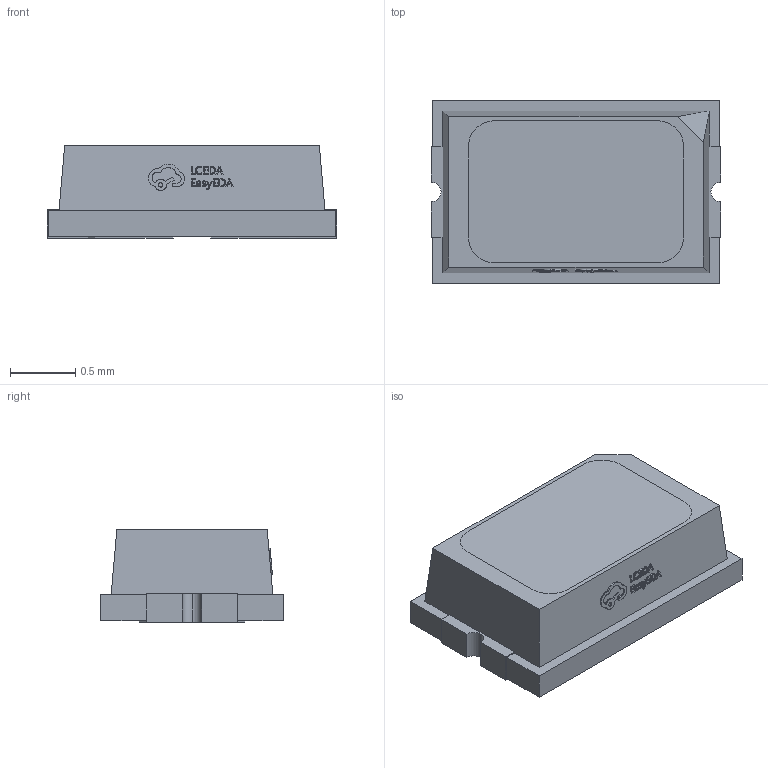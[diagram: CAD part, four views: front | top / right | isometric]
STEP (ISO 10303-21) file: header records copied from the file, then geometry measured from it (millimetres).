
FILE_DESCRIPTION (( 'STEP AP214' ), '1' );
FILE_NAME ('LED-SMD_L2.0-W1.4-LS2.2-FD.step', '2022-07-08T12:31:19', ( '' ), ( '' ), 'SwSTEP 2.0', 'SolidWorks 2020', '' );
FILE_SCHEMA (( 'AUTOMOTIVE_DESIGN' ));
Length unit declared in the file: millimetre
Products named in the file (1): LED-SMD_L2.0-W1.4-LS2.2-FD
Bounding box: 2.22 x 1.4 x 0.71 mm (x, y, z)
Volume: 1.8 mm3; surface area: 16.2 mm2
Topology: 2 solids, 2 shells, 342 faces, 933 edges, 622 vertices
Faces by surface type: plane 219, bspline 112, cylinder 11
Entity records: 15617 total; most frequent: CARTESIAN_POINT 4002, ORIENTED_EDGE 1866, DIRECTION 1189, EDGE_CURVE 933, VECTOR 683, LINE 683, VERTEX_POINT 622, EDGE_LOOP 369
